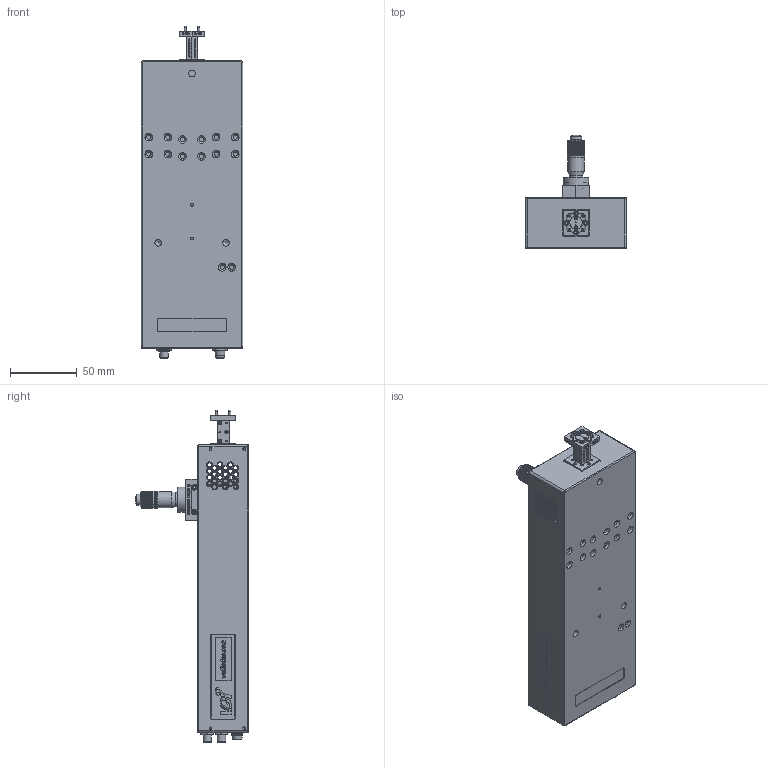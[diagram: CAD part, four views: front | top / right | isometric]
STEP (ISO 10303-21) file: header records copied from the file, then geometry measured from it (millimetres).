
FILE_DESCRIPTION(/* description */ ('VDI1.0VNAXTXRXM-20A_SW without Feet (pre 3827)'),/* implementation_level */ '2;1');
FILE_NAME(/* name */ 'VDI1.0VNAXTXRXM-20A_SW without Feet (pre 3827).stp',/* time_stamp */ '2025-06-09T12:20:34-04:00',/* author */ ('sboelens'),/* organization */ (''),/* preprocessor_version */ 'ST-DEVELOPER v20',/* originating_system */ 'Autodesk Inventor 2025',/* authorisation */ '');
FILE_SCHEMA (('AUTOMOTIVE_DESIGN { 1 0 10303 214 3 1 1 }'));
Products named in the file (1): VDI1.0VNAXTXRXM-20A_SW without Feet (pre 3827)
Bounding box: 76.2 x 84.82 x 249.1 mm (x, y, z)
Volume: 172223 mm3; surface area: 125016.2 mm2
Topology: 5 solids, 5 shells, 4266 faces, 11528 edges, 7534 vertices
Faces by surface type: plane 2533, bspline 1023, cylinder 519, cone 177, sphere 8, torus 6
Full cylindrical faces by diameter (mm): 1 x2, 1.181 x6, 1.549 x6, 1.562 x8, 1.613 x8, 1.694 x13, 1.702 x2, 2 x9, 2.156 x27, 2.241 x2, 2.438 x22, 2.642 x6, 3.175 x48, 3.2 x4, 3.277 x14, 3.556 x8, 3.81 x33, 4.064 x5, 4.496 x8, 4.978 x3, 5 x1, 5.7 x1, 6.223 x8, 7.29 x1, 7.938 x1, 8.382 x1, 8.58 x1, 9.58 x1, 10.48 x1, 10.55 x1
Entity records: 145583 total; most frequent: CARTESIAN_POINT 39531, ORIENTED_EDGE 22956, DIRECTION 17237, EDGE_CURVE 11478, LINE 7613, VECTOR 7613, VERTEX_POINT 7537, EDGE_LOOP 4879
